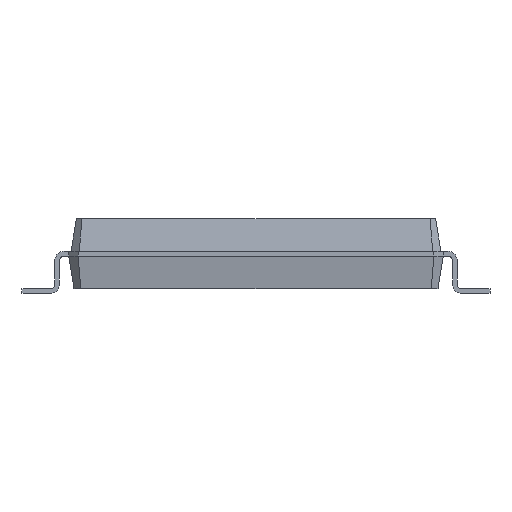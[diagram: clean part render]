
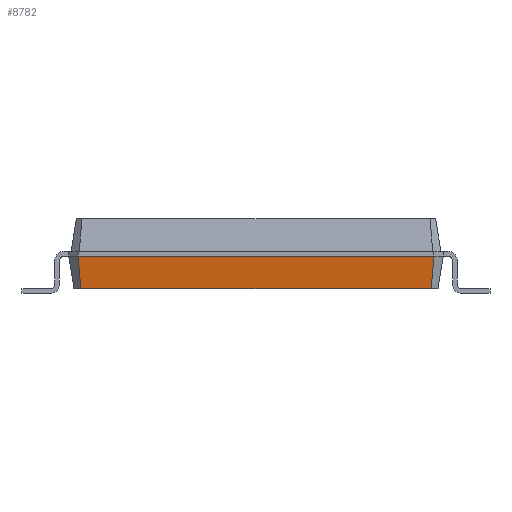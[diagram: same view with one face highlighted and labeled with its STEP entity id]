
A CAD part, front view. The second image highlights one B-rep face of the part: STEP entity #8782.
In plain terms, the highlighted free-form (B-spline) face has degree [1, 1] with [2, 2] control points.
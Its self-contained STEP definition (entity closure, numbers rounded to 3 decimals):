
#772 = PLANE('',#773);
#773 = AXIS2_PLACEMENT_3D('',#774,#775,#776);
#774 = CARTESIAN_POINT('',(-3.745,5.389,0.1));
#775 = DIRECTION('',(0.,0.,1.));
#776 = DIRECTION('',(0.571,-0.821,0.));
#799 = B_SPLINE_SURFACE_WITH_KNOTS('',1,1,(
(#800,#801)
,(#802,#803
)),.UNSPECIFIED.,.F.,.F.,.F.,(2,2),(2,2),(0.,0.283),(0.,1.)
,.PIECEWISE_BEZIER_KNOTS.);
#800 = CARTESIAN_POINT('',(3.889,-5.245,0.1));
#801 = CARTESIAN_POINT('',(4.,-5.3,0.8));
#802 = CARTESIAN_POINT('',(3.745,-5.389,0.1));
#803 = CARTESIAN_POINT('',(3.8,-5.5,0.8));
#2743 = VERTEX_POINT('',#2744);
#2744 = CARTESIAN_POINT('',(3.745,-5.389,0.1));
#2764 = EDGE_CURVE('',#2743,#2765,#2767,.T.);
#2765 = VERTEX_POINT('',#2766);
#2766 = CARTESIAN_POINT('',(-3.745,-5.389,0.1));
#2767 = SURFACE_CURVE('',#2768,(#2772,#2779),.PCURVE_S1.);
#2768 = LINE('',#2769,#2770);
#2769 = CARTESIAN_POINT('',(3.745,-5.389,0.1));
#2770 = VECTOR('',#2771,1.);
#2771 = DIRECTION('',(-1.,0.,0.));
#2772 = PCURVE('',#772,#2773);
#2773 = DEFINITIONAL_REPRESENTATION('',(#2774),#2778);
#2774 = LINE('',#2775,#2776);
#2775 = CARTESIAN_POINT('',(13.125,0.));
#2776 = VECTOR('',#2777,1.);
#2777 = DIRECTION('',(-0.571,-0.821));
#2778 = ( GEOMETRIC_REPRESENTATION_CONTEXT(2)
PARAMETRIC_REPRESENTATION_CONTEXT() REPRESENTATION_CONTEXT('2D SPACE',''
) );
#2779 = PCURVE('',#2780,#2785);
#2780 = B_SPLINE_SURFACE_WITH_KNOTS('',1,1,(
(#2781,#2782)
,(#2783,#2784
)),.UNSPECIFIED.,.F.,.F.,.F.,(2,2),(2,2),(0.,7.6),(0.,1.),
.PIECEWISE_BEZIER_KNOTS.);
#2781 = CARTESIAN_POINT('',(3.745,-5.389,0.1));
#2782 = CARTESIAN_POINT('',(3.8,-5.5,0.8));
#2783 = CARTESIAN_POINT('',(-3.745,-5.389,0.1));
#2784 = CARTESIAN_POINT('',(-3.8,-5.5,0.8));
#2785 = DEFINITIONAL_REPRESENTATION('',(#2786),#2789);
#2786 = B_SPLINE_CURVE_WITH_KNOTS('',1,(#2787,#2788),.UNSPECIFIED.,.F.,
.F.,(2,2),(0.,7.489),.PIECEWISE_BEZIER_KNOTS.);
#2787 = CARTESIAN_POINT('',(0.,0.));
#2788 = CARTESIAN_POINT('',(7.6,0.));
#2789 = ( GEOMETRIC_REPRESENTATION_CONTEXT(2)
PARAMETRIC_REPRESENTATION_CONTEXT() REPRESENTATION_CONTEXT('2D SPACE',''
) );
#2807 = B_SPLINE_SURFACE_WITH_KNOTS('',1,1,(
(#2808,#2809)
,(#2810,#2811
)),.UNSPECIFIED.,.F.,.F.,.F.,(2,2),(2,2),(0.,0.283),(0.,1.)
,.PIECEWISE_BEZIER_KNOTS.);
#2808 = CARTESIAN_POINT('',(-3.745,-5.389,0.1));
#2809 = CARTESIAN_POINT('',(-3.8,-5.5,0.8));
#2810 = CARTESIAN_POINT('',(-3.889,-5.245,0.1));
#2811 = CARTESIAN_POINT('',(-4.,-5.3,0.8));
#2874 = EDGE_CURVE('',#2743,#2875,#2877,.T.);
#2875 = VERTEX_POINT('',#2876);
#2876 = CARTESIAN_POINT('',(3.8,-5.5,0.8));
#2877 = SURFACE_CURVE('',#2878,(#2881,#2888),.PCURVE_S1.);
#2878 = B_SPLINE_CURVE_WITH_KNOTS('',1,(#2879,#2880),.UNSPECIFIED.,.F.,
.F.,(2,2),(0.,1.),.PIECEWISE_BEZIER_KNOTS.);
#2879 = CARTESIAN_POINT('',(3.745,-5.389,0.1));
#2880 = CARTESIAN_POINT('',(3.8,-5.5,0.8));
#2881 = PCURVE('',#799,#2882);
#2882 = DEFINITIONAL_REPRESENTATION('',(#2883),#2887);
#2883 = LINE('',#2884,#2885);
#2884 = CARTESIAN_POINT('',(0.283,0.));
#2885 = VECTOR('',#2886,1.);
#2886 = DIRECTION('',(0.,1.));
#2887 = ( GEOMETRIC_REPRESENTATION_CONTEXT(2)
PARAMETRIC_REPRESENTATION_CONTEXT() REPRESENTATION_CONTEXT('2D SPACE',''
) );
#2888 = PCURVE('',#2780,#2889);
#2889 = DEFINITIONAL_REPRESENTATION('',(#2890),#2894);
#2890 = LINE('',#2891,#2892);
#2891 = CARTESIAN_POINT('',(0.,0.));
#2892 = VECTOR('',#2893,1.);
#2893 = DIRECTION('',(0.,1.));
#2894 = ( GEOMETRIC_REPRESENTATION_CONTEXT(2)
PARAMETRIC_REPRESENTATION_CONTEXT() REPRESENTATION_CONTEXT('2D SPACE',''
) );
#8782 = ADVANCED_FACE('',(#8783),#2780,.F.);
#8783 = FACE_BOUND('',#8784,.F.);
#8784 = EDGE_LOOP('',(#8785,#8786,#8808,#8834));
#8785 = ORIENTED_EDGE('',*,*,#2764,.T.);
#8786 = ORIENTED_EDGE('',*,*,#8787,.T.);
#8787 = EDGE_CURVE('',#2765,#8788,#8790,.T.);
#8788 = VERTEX_POINT('',#8789);
#8789 = CARTESIAN_POINT('',(-3.8,-5.5,0.8));
#8790 = SURFACE_CURVE('',#8791,(#8794,#8801),.PCURVE_S1.);
#8791 = B_SPLINE_CURVE_WITH_KNOTS('',1,(#8792,#8793),.UNSPECIFIED.,.F.,
.F.,(2,2),(0.,1.),.PIECEWISE_BEZIER_KNOTS.);
#8792 = CARTESIAN_POINT('',(-3.745,-5.389,0.1));
#8793 = CARTESIAN_POINT('',(-3.8,-5.5,0.8));
#8794 = PCURVE('',#2780,#8795);
#8795 = DEFINITIONAL_REPRESENTATION('',(#8796),#8800);
#8796 = LINE('',#8797,#8798);
#8797 = CARTESIAN_POINT('',(7.6,0.));
#8798 = VECTOR('',#8799,1.);
#8799 = DIRECTION('',(0.,1.));
#8800 = ( GEOMETRIC_REPRESENTATION_CONTEXT(2)
PARAMETRIC_REPRESENTATION_CONTEXT() REPRESENTATION_CONTEXT('2D SPACE',''
) );
#8801 = PCURVE('',#2807,#8802);
#8802 = DEFINITIONAL_REPRESENTATION('',(#8803),#8807);
#8803 = LINE('',#8804,#8805);
#8804 = CARTESIAN_POINT('',(0.,0.));
#8805 = VECTOR('',#8806,1.);
#8806 = DIRECTION('',(0.,1.));
#8807 = ( GEOMETRIC_REPRESENTATION_CONTEXT(2)
PARAMETRIC_REPRESENTATION_CONTEXT() REPRESENTATION_CONTEXT('2D SPACE',''
) );
#8808 = ORIENTED_EDGE('',*,*,#8809,.F.);
#8809 = EDGE_CURVE('',#2875,#8788,#8810,.T.);
#8810 = SURFACE_CURVE('',#8811,(#8815,#8822),.PCURVE_S1.);
#8811 = LINE('',#8812,#8813);
#8812 = CARTESIAN_POINT('',(3.8,-5.5,0.8));
#8813 = VECTOR('',#8814,1.);
#8814 = DIRECTION('',(-1.,0.,0.));
#8815 = PCURVE('',#2780,#8816);
#8816 = DEFINITIONAL_REPRESENTATION('',(#8817),#8821);
#8817 = LINE('',#8818,#8819);
#8818 = CARTESIAN_POINT('',(0.,1.));
#8819 = VECTOR('',#8820,1.);
#8820 = DIRECTION('',(1.,0.));
#8821 = ( GEOMETRIC_REPRESENTATION_CONTEXT(2)
PARAMETRIC_REPRESENTATION_CONTEXT() REPRESENTATION_CONTEXT('2D SPACE',''
) );
#8822 = PCURVE('',#8823,#8828);
#8823 = PLANE('',#8824);
#8824 = AXIS2_PLACEMENT_3D('',#8825,#8826,#8827);
#8825 = CARTESIAN_POINT('',(3.8,-5.5,0.9));
#8826 = DIRECTION('',(0.,1.,0.));
#8827 = DIRECTION('',(-1.,0.,0.));
#8828 = DEFINITIONAL_REPRESENTATION('',(#8829),#8833);
#8829 = LINE('',#8830,#8831);
#8830 = CARTESIAN_POINT('',(0.,-0.1));
#8831 = VECTOR('',#8832,1.);
#8832 = DIRECTION('',(1.,0.));
#8833 = ( GEOMETRIC_REPRESENTATION_CONTEXT(2)
PARAMETRIC_REPRESENTATION_CONTEXT() REPRESENTATION_CONTEXT('2D SPACE',''
) );
#8834 = ORIENTED_EDGE('',*,*,#2874,.F.);
